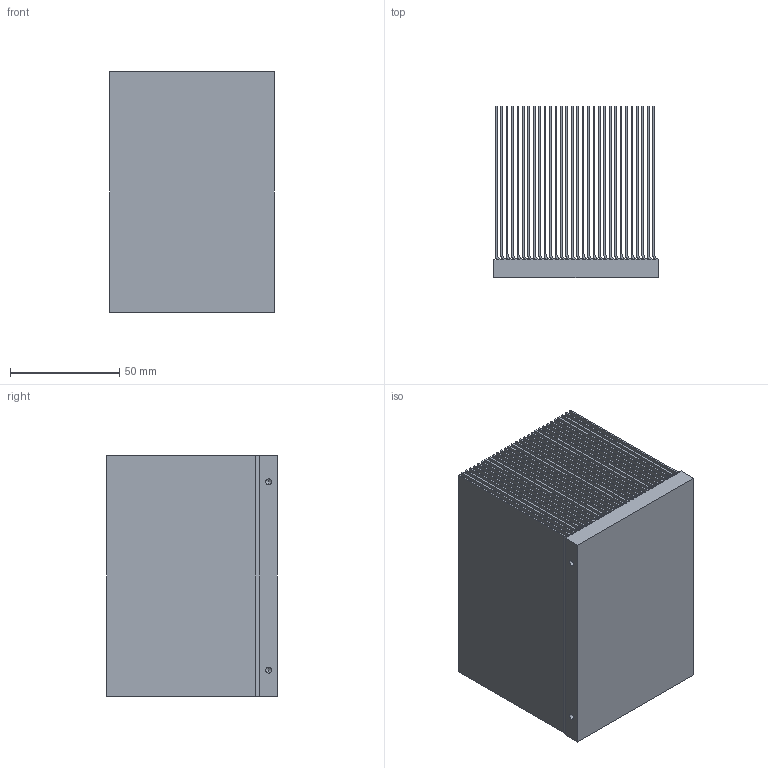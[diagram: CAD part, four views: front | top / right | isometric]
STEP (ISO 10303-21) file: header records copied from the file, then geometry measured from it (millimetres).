
FILE_DESCRIPTION (( 'STEP AP214' ), '1' );
FILE_NAME ('User Library-Sr. Skived Fin Heat Sink.STEP', '2021-08-19T16:30:59', ( '' ), ( '' ), 'SwSTEP 2.0', 'SolidWorks 2021', '' );
FILE_SCHEMA (( 'AUTOMOTIVE_DESIGN' ));
Length unit declared in the file: millimetre
Products named in the file (1): User Library-Sr. Skived Fin Heat Sink
Bounding box: 75 x 78 x 110 mm (x, y, z)
Volume: 252978.2 mm3; surface area: 487871.8 mm2
Topology: 1 solids, 1 shells, 201 faces, 589 edges, 386 vertices
Faces by surface type: plane 125, cylinder 68, cone 8
Entity records: 6721 total; most frequent: CARTESIAN_POINT 1169, ORIENTED_EDGE 1162, DIRECTION 1121, EDGE_CURVE 581, VECTOR 445, LINE 445, VERTEX_POINT 386, AXIS2_PLACEMENT_3D 338
